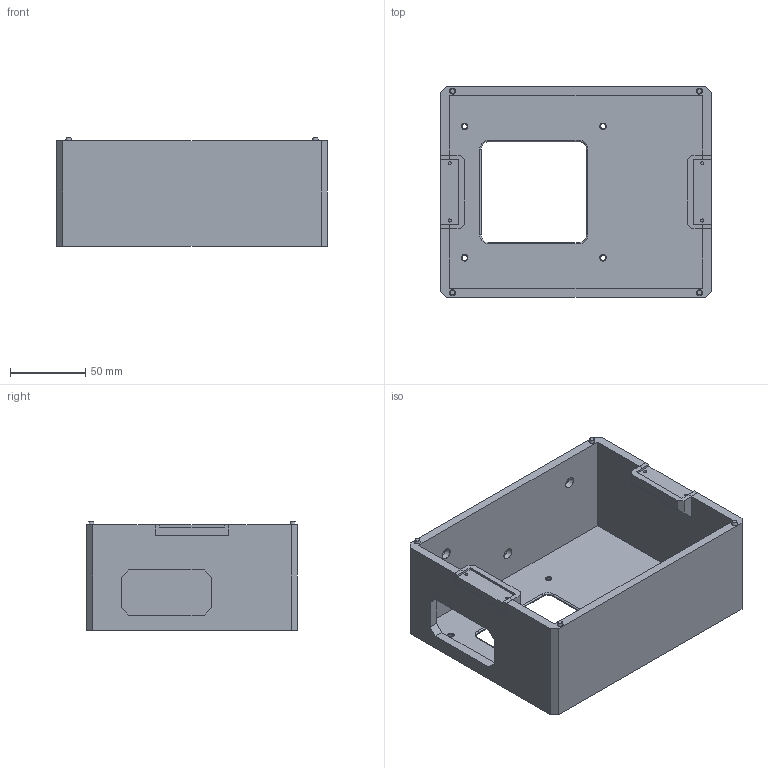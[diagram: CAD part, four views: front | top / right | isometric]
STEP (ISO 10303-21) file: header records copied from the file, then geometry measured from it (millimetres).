
FILE_DESCRIPTION(('FreeCAD Model'),'2;1');
FILE_NAME('Open CASCADE Shape Model','2021-03-25T16:26:49',('Author'),( ''),'Open CASCADE STEP processor 7.5','FreeCAD','Unknown');
FILE_SCHEMA(('AUTOMOTIVE_DESIGN { 1 0 10303 214 1 1 1 1 }'));
Length unit declared in the file: millimetre
Products named in the file (1): Fusion020
Bounding box: 180 x 140 x 72 mm (x, y, z)
Volume: 289104.1 mm3; surface area: 125534.5 mm2
Topology: 1 solids, 1 shells, 111 faces, 273 edges, 172 vertices
Faces by surface type: plane 66, cylinder 23, cone 11, torus 11
Full cylindrical faces by diameter (mm): 2 x4, 3.4 x4, 4.4 x3
Entity records: 6843 total; most frequent: CARTESIAN_POINT 1235, DIRECTION 1056, LINE 658, VECTOR 658, ORIENTED_EDGE 546, PCURVE 546, DEFINITIONAL_REPRESENTATION 546, EDGE_CURVE 273
